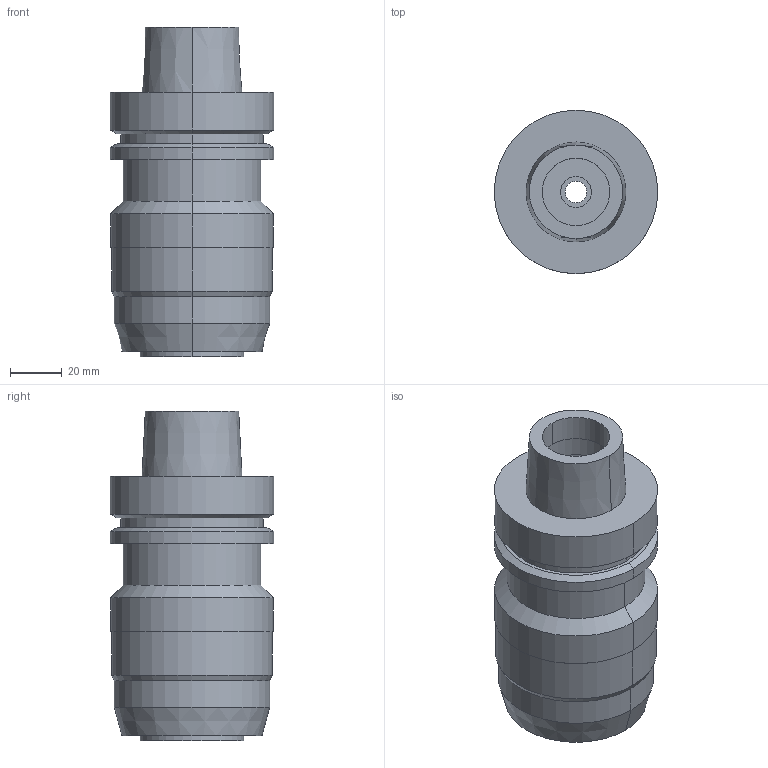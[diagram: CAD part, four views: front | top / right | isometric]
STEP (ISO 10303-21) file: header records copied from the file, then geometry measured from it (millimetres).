
FILE_DESCRIPTION((''),'2;1');
FILE_NAME('HSK-F63-MEGA25DS-100A','2018-02-23T',('ykawabe'),(''),'CREO PARAMETRIC BY PTC INC, 2016380','CREO PARAMETRIC BY PTC INC, 2016380','');
FILE_SCHEMA(('AUTOMOTIVE_DESIGN { 1 0 10303 214 1 1 1 1 }'));
Length unit declared in the file: millimetre
Products named in the file (1): HSK-F63-MEGA25DS-100A
Bounding box: 63 x 63 x 127 mm (x, y, z)
Volume: 248318.6 mm3; surface area: 39434.2 mm2
Topology: 1 solids, 1 shells, 57 faces, 114 edges, 68 vertices
Faces by surface type: cylinder 30, cone 14, plane 11, torus 2
Entity records: 1969 total; most frequent: DIRECTION 308, CARTESIAN_POINT 246, ORIENTED_EDGE 228, AXIS2_PLACEMENT_3D 132, PRESENTATION_STYLE_ASSIGNMENT 119, STYLED_ITEM 119, CURVE_STYLE 118, EDGE_CURVE 114
